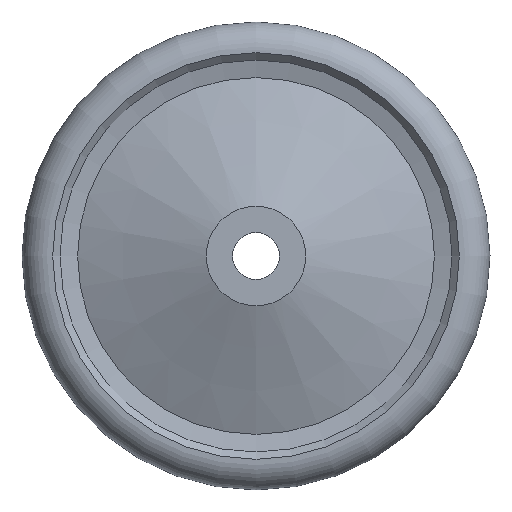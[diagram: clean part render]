
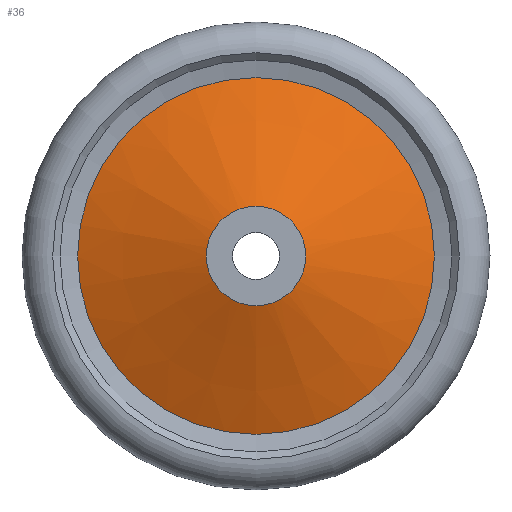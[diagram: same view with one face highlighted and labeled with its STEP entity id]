
A CAD part, left-side view. The second image highlights one B-rep face of the part: STEP entity #36.
In plain terms, the highlighted conical face has half-angle 69.216 degrees and reference radius 61 mm.
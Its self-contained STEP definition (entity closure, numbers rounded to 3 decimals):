
#36 = ADVANCED_FACE( '', ( #77, #78 ), #79, .T. );
#77 = FACE_BOUND( '', #133, .T. );
#78 = FACE_OUTER_BOUND( '', #134, .T. );
#79 = CONICAL_SURFACE( '', #135, 61., 1.208 );
#133 = EDGE_LOOP( '', ( #183 ) );
#134 = EDGE_LOOP( '', ( #184 ) );
#135 = AXIS2_PLACEMENT_3D( '', #185, #186, #187 );
#183 = ORIENTED_EDGE( '', *, *, #256, .F. );
#184 = ORIENTED_EDGE( '', *, *, #257, .T. );
#185 = CARTESIAN_POINT( '', ( 24.2, 0., 0. ) );
#186 = DIRECTION( '', ( 1., 0., 0. ) );
#187 = DIRECTION( '', ( 0., 0., -1. ) );
#256 = EDGE_CURVE( '', #281, #281, #282, .T. );
#257 = EDGE_CURVE( '', #283, #283, #284, .T. );
#281 = VERTEX_POINT( '', #317 );
#282 = CIRCLE( '', #318, 17. );
#283 = VERTEX_POINT( '', #319 );
#284 = CIRCLE( '', #320, 61. );
#317 = CARTESIAN_POINT( '', ( 7.5, 0., 17. ) );
#318 = AXIS2_PLACEMENT_3D( '', #352, #353, #354 );
#319 = CARTESIAN_POINT( '', ( 24.2, 0., 61. ) );
#320 = AXIS2_PLACEMENT_3D( '', #355, #356, #357 );
#352 = CARTESIAN_POINT( '', ( 7.5, 0., 0. ) );
#353 = DIRECTION( '', ( -1., 0., 0. ) );
#354 = DIRECTION( '', ( 0., 0., 1. ) );
#355 = CARTESIAN_POINT( '', ( 24.2, 0., 0. ) );
#356 = DIRECTION( '', ( -1., 0., 0. ) );
#357 = DIRECTION( '', ( 0., 0., 1. ) );
